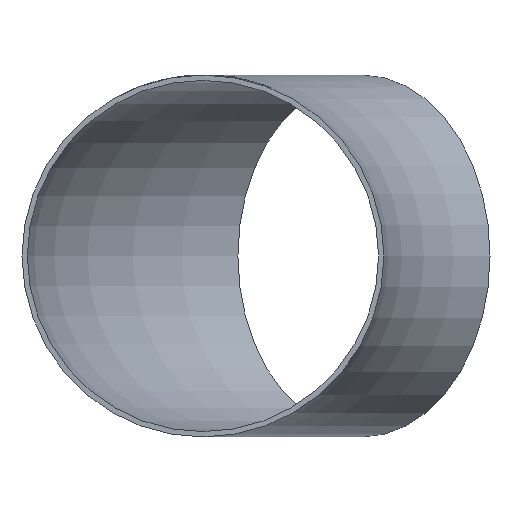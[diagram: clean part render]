
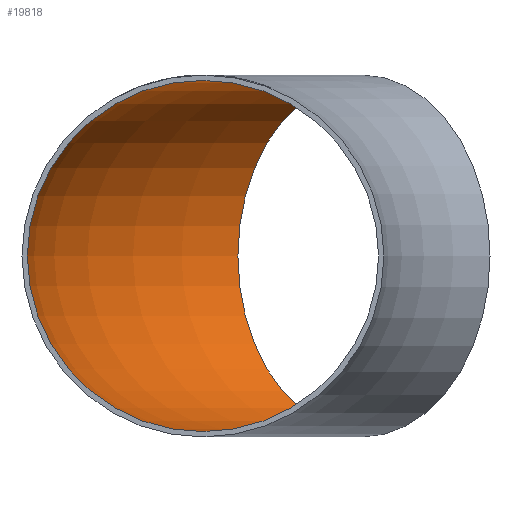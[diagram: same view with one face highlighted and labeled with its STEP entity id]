
A CAD part, front view. The second image highlights one B-rep face of the part: STEP entity #19818.
In plain terms, the highlighted toroidal (fillet/blend) face has major radius 610 mm and minor radius 197.2 mm.
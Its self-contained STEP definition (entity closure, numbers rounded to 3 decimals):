
#1833 = DIRECTION ( 'NONE',  ( 0., 1., 0. ) ) ;
#2689 = VERTEX_POINT ( 'NONE', #21490 ) ;
#3897 = DIRECTION ( 'NONE',  ( 0., 0., -1. ) ) ;
#6488 = AXIS2_PLACEMENT_3D ( 'NONE', #28205, #3897, #14733 ) ;
#7082 = AXIS2_PLACEMENT_3D ( 'NONE', #18747, #21755, #24243 ) ;
#10287 = EDGE_LOOP ( 'NONE', ( #22182 ) ) ;
#12653 = DIRECTION ( 'NONE',  ( 0., 0., 1. ) ) ;
#14433 = TOROIDAL_SURFACE ( 'NONE', #6488, 610., 197.2 ) ;
#14478 = AXIS2_PLACEMENT_3D ( 'NONE', #23285, #1833, #12653 ) ;
#14733 = DIRECTION ( 'NONE',  ( -1., 0., 0. ) ) ;
#15260 = EDGE_CURVE ( 'NONE', #2689, #2689, #27474, .T. ) ;
#18747 = CARTESIAN_POINT ( 'NONE',  ( -431.335, 431.335, 0. ) ) ;
#19011 = CARTESIAN_POINT ( 'NONE',  ( -610., 0., 197.2 ) ) ;
#19818 = ADVANCED_FACE ( 'NONE', ( #30003, #30520 ), #14433, .F. ) ;
#21045 = EDGE_LOOP ( 'NONE', ( #26023 ) ) ;
#21490 = CARTESIAN_POINT ( 'NONE',  ( -570.777, 570.777, 0. ) ) ;
#21755 = DIRECTION ( 'NONE',  ( 0.707, 0.707, 0. ) ) ;
#22182 = ORIENTED_EDGE ( 'NONE', *, *, #25441, .F. ) ;
#23285 = CARTESIAN_POINT ( 'NONE',  ( -610., 0., 0. ) ) ;
#24243 = DIRECTION ( 'NONE',  ( -0.707, 0.707, 0. ) ) ;
#25441 = EDGE_CURVE ( 'NONE', #34950, #34950, #34278, .T. ) ;
#26023 = ORIENTED_EDGE ( 'NONE', *, *, #15260, .T. ) ;
#27474 = CIRCLE ( 'NONE', #7082, 197.2 ) ;
#28205 = CARTESIAN_POINT ( 'NONE',  ( 0., 0., 0. ) ) ;
#30003 = FACE_OUTER_BOUND ( 'NONE', #21045, .T. ) ;
#30520 = FACE_OUTER_BOUND ( 'NONE', #10287, .T. ) ;
#34278 = CIRCLE ( 'NONE', #14478, 197.2 ) ;
#34950 = VERTEX_POINT ( 'NONE', #19011 ) ;
